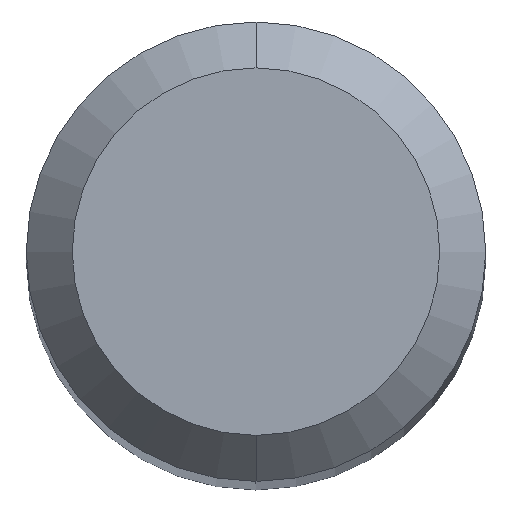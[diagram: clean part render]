
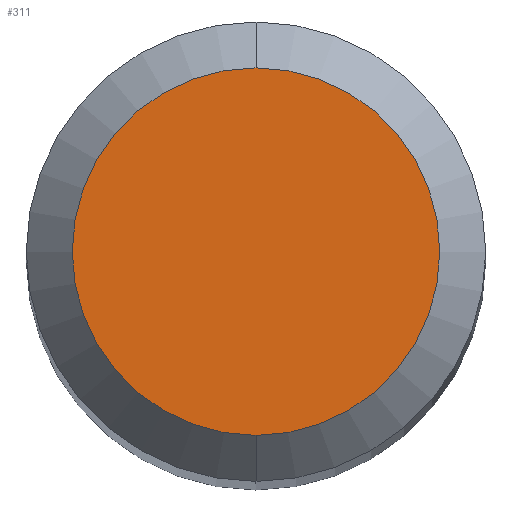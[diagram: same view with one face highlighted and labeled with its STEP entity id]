
A CAD part, top view. The second image highlights one B-rep face of the part: STEP entity #311.
In plain terms, the highlighted planar face has unit normal (0, 0, 1).
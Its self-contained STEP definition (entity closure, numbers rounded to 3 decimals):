
#2 = ORIENTED_EDGE ( 'NONE', *, *, #132, .T. ) ;
#35 = FACE_OUTER_BOUND ( 'NONE', #254, .T. ) ;
#39 = CARTESIAN_POINT ( 'NONE',  ( 0., 0., 38. ) ) ;
#41 = DIRECTION ( 'NONE',  ( 0., -1., 0. ) ) ;
#47 = DIRECTION ( 'NONE',  ( 0., -1., 0. ) ) ;
#56 = CIRCLE ( 'NONE', #241, 1.2 ) ;
#60 = PLANE ( 'NONE',  #99 ) ;
#62 = EDGE_CURVE ( 'NONE', #101, #78, #56, .T. ) ;
#78 = VERTEX_POINT ( 'NONE', #244 ) ;
#83 = DIRECTION ( 'NONE',  ( 0., -1., 0. ) ) ;
#99 = AXIS2_PLACEMENT_3D ( 'NONE', #266, #300, #83 ) ;
#101 = VERTEX_POINT ( 'NONE', #281 ) ;
#132 = EDGE_CURVE ( 'NONE', #78, #101, #228, .T. ) ;
#134 = AXIS2_PLACEMENT_3D ( 'NONE', #202, #177, #47 ) ;
#155 = DIRECTION ( 'NONE',  ( 0., 0., 1. ) ) ;
#160 = ORIENTED_EDGE ( 'NONE', *, *, #62, .T. ) ;
#177 = DIRECTION ( 'NONE',  ( 0., 0., 1. ) ) ;
#202 = CARTESIAN_POINT ( 'NONE',  ( 0., 0., 38. ) ) ;
#228 = CIRCLE ( 'NONE', #134, 1.2 ) ;
#241 = AXIS2_PLACEMENT_3D ( 'NONE', #39, #155, #41 ) ;
#244 = CARTESIAN_POINT ( 'NONE',  ( 0., -1.2, 38. ) ) ;
#254 = EDGE_LOOP ( 'NONE', ( #160, #2 ) ) ;
#266 = CARTESIAN_POINT ( 'NONE',  ( 0., 0., 38. ) ) ;
#281 = CARTESIAN_POINT ( 'NONE',  ( 0., 1.2, 38. ) ) ;
#300 = DIRECTION ( 'NONE',  ( 0., 0., 1. ) ) ;
#311 = ADVANCED_FACE ( 'NONE', ( #35 ), #60, .T. ) ;
